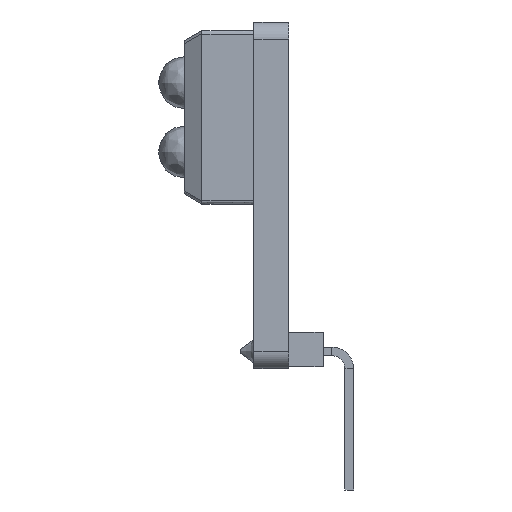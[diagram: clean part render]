
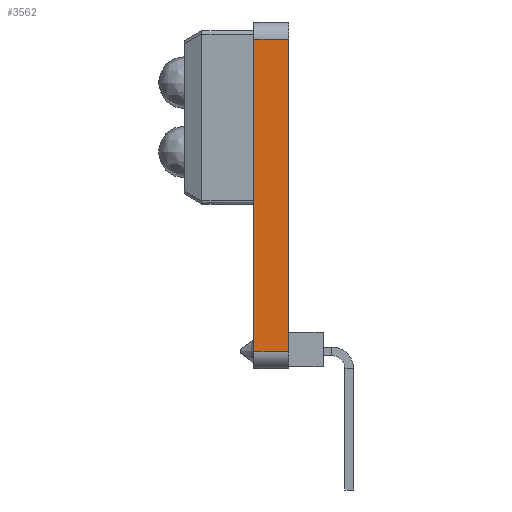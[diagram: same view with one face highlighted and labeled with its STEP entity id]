
A CAD part, left-side view. The second image highlights one B-rep face of the part: STEP entity #3562.
In plain terms, the highlighted free-form (B-spline) face has degree [1, 1] with [2, 2] control points.
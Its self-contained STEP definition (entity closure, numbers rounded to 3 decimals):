
#1549 = VERTEX_POINT('',#1550);
#1550 = CARTESIAN_POINT('',(-54.663,0.,10.144));
#1556 = EDGE_CURVE('',#1557,#1549,#1559,.T.);
#1557 = VERTEX_POINT('',#1558);
#1558 = CARTESIAN_POINT('',(-54.663,0.,-10.144));
#1559 = B_SPLINE_CURVE_WITH_KNOTS('',1,(#1560,#1561),.UNSPECIFIED.,.F.,
  .F.,(2,2),(-18.,0.),.PIECEWISE_BEZIER_KNOTS.);
#1560 = CARTESIAN_POINT('',(-54.663,0.,-10.144));
#1561 = CARTESIAN_POINT('',(-54.663,0.,10.144));
#3053 = VERTEX_POINT('',#3054);
#3054 = CARTESIAN_POINT('',(-54.663,2.254,
    -10.144));
#3060 = EDGE_CURVE('',#3053,#3061,#3063,.T.);
#3061 = VERTEX_POINT('',#3062);
#3062 = CARTESIAN_POINT('',(-54.663,2.254,
    10.144));
#3063 = B_SPLINE_CURVE_WITH_KNOTS('',1,(#3064,#3065),.UNSPECIFIED.,.F.,
  .F.,(2,2),(-18.,0.),.PIECEWISE_BEZIER_KNOTS.);
#3064 = CARTESIAN_POINT('',(-54.663,2.254,
    -10.144));
#3065 = CARTESIAN_POINT('',(-54.663,2.254,
    10.144));
#3549 = EDGE_CURVE('',#3053,#1557,#3550,.T.);
#3550 = B_SPLINE_CURVE_WITH_KNOTS('',1,(#3551,#3552),.UNSPECIFIED.,.F.,
  .F.,(2,2),(-0.,2.),.PIECEWISE_BEZIER_KNOTS.);
#3551 = CARTESIAN_POINT('',(-54.663,2.254,
    -10.144));
#3552 = CARTESIAN_POINT('',(-54.663,0.,-10.144));
#3562 = ADVANCED_FACE('',(#3563),#3573,.F.);
#3563 = FACE_BOUND('',#3564,.T.);
#3564 = EDGE_LOOP('',(#3565,#3566,#3571,#3572));
#3565 = ORIENTED_EDGE('',*,*,#1556,.T.);
#3566 = ORIENTED_EDGE('',*,*,#3567,.F.);
#3567 = EDGE_CURVE('',#3061,#1549,#3568,.T.);
#3568 = B_SPLINE_CURVE_WITH_KNOTS('',1,(#3569,#3570),.UNSPECIFIED.,.F.,
  .F.,(2,2),(-0.,2.),.PIECEWISE_BEZIER_KNOTS.);
#3569 = CARTESIAN_POINT('',(-54.663,2.254,
    10.144));
#3570 = CARTESIAN_POINT('',(-54.663,0.,10.144));
#3571 = ORIENTED_EDGE('',*,*,#3060,.F.);
#3572 = ORIENTED_EDGE('',*,*,#3549,.T.);
#3573 = B_SPLINE_SURFACE_WITH_KNOTS('',1,1,(
    (#3574,#3575)
    ,(#3576,#3577
    )),.UNSPECIFIED.,.F.,.F.,.F.,(2,2),(2,2),(0.,18.),(-2.,0.),
  .PIECEWISE_BEZIER_KNOTS.);
#3574 = CARTESIAN_POINT('',(-54.663,0.,10.144));
#3575 = CARTESIAN_POINT('',(-54.663,2.254,
    10.144));
#3576 = CARTESIAN_POINT('',(-54.663,0.,-10.144));
#3577 = CARTESIAN_POINT('',(-54.663,2.254,
    -10.144));
